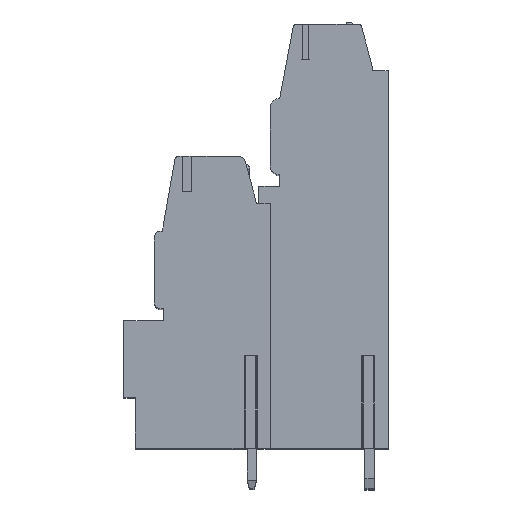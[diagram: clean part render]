
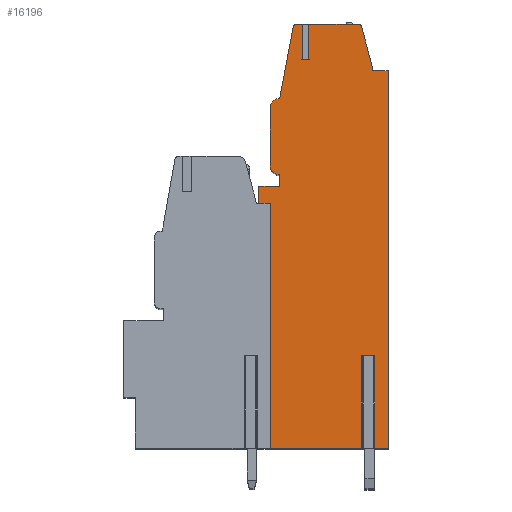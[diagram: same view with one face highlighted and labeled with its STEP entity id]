
A CAD part, top view. The second image highlights one B-rep face of the part: STEP entity #16196.
In plain terms, the highlighted planar face has unit normal (0, 0, 1).
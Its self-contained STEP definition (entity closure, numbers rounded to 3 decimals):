
#13=DIRECTION('',(0.,1.,0.));
#14=VECTOR('',#13,14.45);
#15=CARTESIAN_POINT('',(1.,-19.1,53.34));
#16=LINE('',#15,#14);
#17=DIRECTION('',(0.,-1.,0.));
#18=VECTOR('',#17,1.45);
#19=CARTESIAN_POINT('',(0.,3.5,53.34));
#20=LINE('',#19,#18);
#21=DIRECTION('',(-1.,0.,0.));
#22=VECTOR('',#21,1.8);
#23=CARTESIAN_POINT('',(1.8,3.5,53.34));
#24=LINE('',#23,#22);
#25=DIRECTION('',(0.,-1.,0.));
#26=VECTOR('',#25,1.);
#27=CARTESIAN_POINT('',(1.8,4.5,53.34));
#28=LINE('',#27,#26);
#29=CARTESIAN_POINT('',(1.8,5.3,53.34));
#30=DIRECTION('',(0.,0.,1.));
#31=DIRECTION('',(-1.,0.,0.));
#32=AXIS2_PLACEMENT_3D('',#29,#30,#31);
#34=DIRECTION('',(0.,-1.,0.));
#35=VECTOR('',#34,5.);
#36=CARTESIAN_POINT('',(1.,10.3,53.34));
#37=LINE('',#36,#35);
#38=CARTESIAN_POINT('',(1.8,10.3,53.34));
#39=DIRECTION('',(0.,0.,1.));
#40=DIRECTION('',(0.,1.,0.));
#41=AXIS2_PLACEMENT_3D('',#38,#39,#40);
#43=DIRECTION('',(-0.186,-0.983,0.));
#44=VECTOR('',#43,6.265);
#45=CARTESIAN_POINT('',(2.964,17.256,53.34));
#46=LINE('',#45,#44);
#47=CARTESIAN_POINT('',(3.259,17.2,53.34));
#48=DIRECTION('',(0.,0.,1.));
#49=DIRECTION('',(0.,1.,0.));
#50=AXIS2_PLACEMENT_3D('',#47,#48,#49);
#52=DIRECTION('',(-1.,0.,0.));
#53=VECTOR('',#52,0.551);
#54=CARTESIAN_POINT('',(3.81,17.5,53.34));
#55=LINE('',#54,#53);
#56=DIRECTION('',(0.,-1.,0.));
#57=VECTOR('',#56,3.05);
#58=CARTESIAN_POINT('',(3.81,17.5,53.34));
#59=LINE('',#58,#57);
#60=DIRECTION('',(1.,0.,0.));
#61=VECTOR('',#60,0.5);
#62=CARTESIAN_POINT('',(3.81,14.45,53.34));
#63=LINE('',#62,#61);
#64=DIRECTION('',(0.,-1.,0.));
#65=VECTOR('',#64,3.05);
#66=CARTESIAN_POINT('',(4.31,17.5,53.34));
#67=LINE('',#66,#65);
#68=DIRECTION('',(-1.,0.,0.));
#69=VECTOR('',#68,4.27);
#70=CARTESIAN_POINT('',(8.58,17.5,53.34));
#71=LINE('',#70,#69);
#72=CARTESIAN_POINT('',(8.58,17.2,53.34));
#73=DIRECTION('',(0.,0.,1.));
#74=DIRECTION('',(0.965,0.261,0.));
#75=AXIS2_PLACEMENT_3D('',#72,#73,#74);
#77=DIRECTION('',(-0.261,0.965,0.));
#78=VECTOR('',#77,3.539);
#79=CARTESIAN_POINT('',(9.792,13.861,53.34));
#80=LINE('',#79,#78);
#81=DIRECTION('',(-0.035,0.999,0.));
#82=VECTOR('',#81,0.361);
#83=CARTESIAN_POINT('',(9.805,13.5,53.34));
#84=LINE('',#83,#82);
#85=DIRECTION('',(-1.,0.,0.));
#86=VECTOR('',#85,1.355);
#87=CARTESIAN_POINT('',(11.16,13.5,53.34));
#88=LINE('',#87,#86);
#89=DIRECTION('',(0.,1.,0.));
#90=VECTOR('',#89,32.6);
#91=CARTESIAN_POINT('',(11.16,-19.1,53.34));
#92=LINE('',#91,#90);
#93=DIRECTION('',(1.,0.,0.));
#94=VECTOR('',#93,1.39);
#95=CARTESIAN_POINT('',(9.77,-19.1,53.34));
#96=LINE('',#95,#94);
#97=DIRECTION('',(0.,1.,0.));
#98=VECTOR('',#97,8.);
#99=CARTESIAN_POINT('',(9.77,-19.1,53.34));
#100=LINE('',#99,#98);
#101=DIRECTION('',(-1.,0.,0.));
#102=VECTOR('',#101,0.62);
#103=CARTESIAN_POINT('',(9.77,-11.1,53.34));
#104=LINE('',#103,#102);
#105=DIRECTION('',(0.,1.,0.));
#106=VECTOR('',#105,8.);
#107=CARTESIAN_POINT('',(9.15,-19.1,53.34));
#108=LINE('',#107,#106);
#109=DIRECTION('',(1.,0.,0.));
#110=VECTOR('',#109,8.15);
#111=CARTESIAN_POINT('',(1.,-19.1,53.34));
#112=LINE('',#111,#110);
#133=DIRECTION('',(-1.,0.,0.));
#134=VECTOR('',#133,1.195);
#135=CARTESIAN_POINT('',(1.,-4.65,53.34));
#136=LINE('',#135,#134);
#141=DIRECTION('',(-1.,0.,0.));
#142=VECTOR('',#141,0.195);
#143=CARTESIAN_POINT('',(0.,2.05,53.34));
#144=LINE('',#143,#142);
#599=DIRECTION('',(0.,-1.,0.));
#600=VECTOR('',#599,6.7);
#601=CARTESIAN_POINT('',(-0.195,2.05,53.34));
#602=LINE('',#601,#600);
#12688=CARTESIAN_POINT('',(11.16,-19.1,53.34));
#12689=CARTESIAN_POINT('',(11.16,13.5,53.34));
#12690=VERTEX_POINT('',#12688);
#12691=VERTEX_POINT('',#12689);
#12692=CARTESIAN_POINT('',(9.805,13.5,53.34));
#12693=VERTEX_POINT('',#12692);
#12694=CARTESIAN_POINT('',(9.792,13.861,53.34));
#12695=VERTEX_POINT('',#12694);
#12696=CARTESIAN_POINT('',(8.87,17.278,53.34));
#12697=VERTEX_POINT('',#12696);
#12698=CARTESIAN_POINT('',(8.58,17.5,53.34));
#12699=VERTEX_POINT('',#12698);
#12700=CARTESIAN_POINT('',(3.259,17.5,53.34));
#12701=CARTESIAN_POINT('',(2.964,17.256,53.34));
#12702=VERTEX_POINT('',#12700);
#12703=VERTEX_POINT('',#12701);
#12704=CARTESIAN_POINT('',(1.8,11.1,53.34));
#12705=VERTEX_POINT('',#12704);
#12706=CARTESIAN_POINT('',(1.,10.3,53.34));
#12707=VERTEX_POINT('',#12706);
#12708=CARTESIAN_POINT('',(1.,5.3,53.34));
#12709=VERTEX_POINT('',#12708);
#12710=CARTESIAN_POINT('',(1.8,4.5,53.34));
#12711=VERTEX_POINT('',#12710);
#12712=CARTESIAN_POINT('',(1.8,3.5,53.34));
#12713=VERTEX_POINT('',#12712);
#12714=CARTESIAN_POINT('',(0.,3.5,53.34));
#12715=VERTEX_POINT('',#12714);
#12820=CARTESIAN_POINT('',(1.,-19.1,53.34));
#12821=VERTEX_POINT('',#12820);
#12846=CARTESIAN_POINT('',(9.77,-11.1,53.34));
#12847=CARTESIAN_POINT('',(9.15,-11.1,53.34));
#12848=VERTEX_POINT('',#12846);
#12849=VERTEX_POINT('',#12847);
#12850=CARTESIAN_POINT('',(9.77,-19.1,53.34));
#12851=VERTEX_POINT('',#12850);
#12852=CARTESIAN_POINT('',(9.15,-19.1,53.34));
#12853=VERTEX_POINT('',#12852);
#12890=CARTESIAN_POINT('',(3.81,14.45,53.34));
#12891=CARTESIAN_POINT('',(4.31,14.45,53.34));
#12892=VERTEX_POINT('',#12890);
#12893=VERTEX_POINT('',#12891);
#12894=CARTESIAN_POINT('',(4.31,17.5,53.34));
#12895=VERTEX_POINT('',#12894);
#12896=CARTESIAN_POINT('',(3.81,17.5,53.34));
#12897=VERTEX_POINT('',#12896);
#13282=CARTESIAN_POINT('',(-0.195,-4.65,53.34));
#13284=VERTEX_POINT('',#13282);
#13286=CARTESIAN_POINT('',(0.,2.05,53.34));
#13287=CARTESIAN_POINT('',(-0.195,2.05,53.34));
#13288=VERTEX_POINT('',#13286);
#13289=VERTEX_POINT('',#13287);
#13294=CARTESIAN_POINT('',(1.,-4.65,53.34));
#13296=VERTEX_POINT('',#13294);
#16135=CARTESIAN_POINT('',(0.,0.,53.34));
#16136=DIRECTION('',(0.,0.,1.));
#16137=DIRECTION('',(1.,0.,0.));
#16138=AXIS2_PLACEMENT_3D('',#16135,#16136,#16137);
#16139=PLANE('',#16138);
#16141=ORIENTED_EDGE('',*,*,#16140,.T.);
#16143=ORIENTED_EDGE('',*,*,#16142,.T.);
#16145=ORIENTED_EDGE('',*,*,#16144,.F.);
#16147=ORIENTED_EDGE('',*,*,#16146,.F.);
#16149=ORIENTED_EDGE('',*,*,#16148,.F.);
#16151=ORIENTED_EDGE('',*,*,#16150,.F.);
#16153=ORIENTED_EDGE('',*,*,#16152,.F.);
#16155=ORIENTED_EDGE('',*,*,#16154,.F.);
#16157=ORIENTED_EDGE('',*,*,#16156,.F.);
#16159=ORIENTED_EDGE('',*,*,#16158,.F.);
#16161=ORIENTED_EDGE('',*,*,#16160,.F.);
#16163=ORIENTED_EDGE('',*,*,#16162,.F.);
#16165=ORIENTED_EDGE('',*,*,#16164,.F.);
#16167=ORIENTED_EDGE('',*,*,#16166,.T.);
#16169=ORIENTED_EDGE('',*,*,#16168,.T.);
#16171=ORIENTED_EDGE('',*,*,#16170,.F.);
#16173=ORIENTED_EDGE('',*,*,#16172,.F.);
#16175=ORIENTED_EDGE('',*,*,#16174,.F.);
#16177=ORIENTED_EDGE('',*,*,#16176,.F.);
#16179=ORIENTED_EDGE('',*,*,#16178,.F.);
#16181=ORIENTED_EDGE('',*,*,#16180,.F.);
#16183=ORIENTED_EDGE('',*,*,#16182,.F.);
#16185=ORIENTED_EDGE('',*,*,#16184,.F.);
#16187=ORIENTED_EDGE('',*,*,#16186,.T.);
#16189=ORIENTED_EDGE('',*,*,#16188,.T.);
#16191=ORIENTED_EDGE('',*,*,#16190,.F.);
#16193=ORIENTED_EDGE('',*,*,#16192,.F.);
#16194=EDGE_LOOP('',(#16141,#16143,#16145,#16147,#16149,#16151,#16153,#16155,
#16157,#16159,#16161,#16163,#16165,#16167,#16169,#16171,#16173,#16175,#16177,
#16179,#16181,#16183,#16185,#16187,#16189,#16191,#16193));
#16195=FACE_OUTER_BOUND('',#16194,.F.);
#33=CIRCLE('',#32,0.8);
#42=CIRCLE('',#41,0.8);
#51=CIRCLE('',#50,0.3);
#76=CIRCLE('',#75,0.3);
#16140=EDGE_CURVE('',#12821,#13296,#16,.T.);
#16142=EDGE_CURVE('',#13296,#13284,#136,.T.);
#16144=EDGE_CURVE('',#13289,#13284,#602,.T.);
#16146=EDGE_CURVE('',#13288,#13289,#144,.T.);
#16148=EDGE_CURVE('',#12715,#13288,#20,.T.);
#16150=EDGE_CURVE('',#12713,#12715,#24,.T.);
#16152=EDGE_CURVE('',#12711,#12713,#28,.T.);
#16154=EDGE_CURVE('',#12709,#12711,#33,.T.);
#16156=EDGE_CURVE('',#12707,#12709,#37,.T.);
#16158=EDGE_CURVE('',#12705,#12707,#42,.T.);
#16160=EDGE_CURVE('',#12703,#12705,#46,.T.);
#16162=EDGE_CURVE('',#12702,#12703,#51,.T.);
#16164=EDGE_CURVE('',#12897,#12702,#55,.T.);
#16166=EDGE_CURVE('',#12897,#12892,#59,.T.);
#16168=EDGE_CURVE('',#12892,#12893,#63,.T.);
#16170=EDGE_CURVE('',#12895,#12893,#67,.T.);
#16172=EDGE_CURVE('',#12699,#12895,#71,.T.);
#16174=EDGE_CURVE('',#12697,#12699,#76,.T.);
#16176=EDGE_CURVE('',#12695,#12697,#80,.T.);
#16178=EDGE_CURVE('',#12693,#12695,#84,.T.);
#16180=EDGE_CURVE('',#12691,#12693,#88,.T.);
#16182=EDGE_CURVE('',#12690,#12691,#92,.T.);
#16184=EDGE_CURVE('',#12851,#12690,#96,.T.);
#16186=EDGE_CURVE('',#12851,#12848,#100,.T.);
#16188=EDGE_CURVE('',#12848,#12849,#104,.T.);
#16190=EDGE_CURVE('',#12853,#12849,#108,.T.);
#16192=EDGE_CURVE('',#12821,#12853,#112,.T.);
#16196=ADVANCED_FACE('',(#16195),#16139,.T.);
